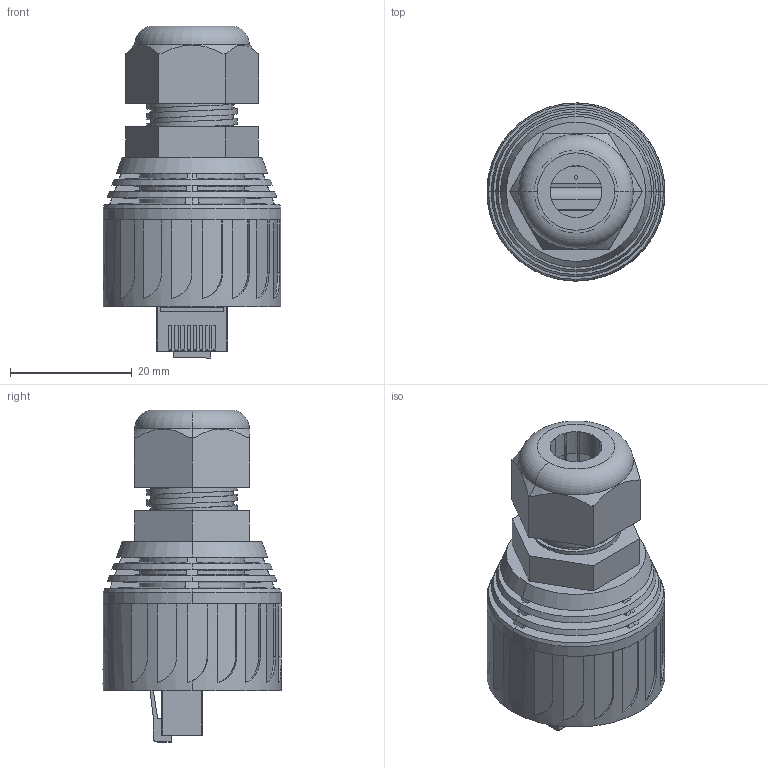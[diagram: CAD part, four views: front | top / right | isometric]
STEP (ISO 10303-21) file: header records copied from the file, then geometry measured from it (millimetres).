
FILE_DESCRIPTION (( 'STEP AP214' ), '1' );
FILE_NAME ('WT6788DS.STEP', '2007-12-03T16:46:21', ( ' ' ), ( ' ' ), 'SwSTEP 2.0', 'SolidWorks 2007', '' );
FILE_SCHEMA (( 'AUTOMOTIVE_DESIGN' ));
Length unit declared in the file: inch
Products named in the file (9): 1AA13-053-MA1; 1AD01-006; 1AA10-052; 1AA13-053_DOMED NUT; WT6788DS; 1AA10-038 MA1_-08; 1AA10-038_361024; 1AA13-053-MA2; 1AA10-038 MA2_-01
Assembly tree (8 placements, depth 3):
  WT6788DS
    1AA10-038_361024
      1AA10-038 MA1_-08
      1AA10-038 MA2_-01
    1AD01-006
    1AA13-053_DOMED NUT
      1AA13-053-MA1
      1AA13-053-MA2
    1AA10-052
Bounding box: 29.21 x 29.22 x 54.48 mm (x, y, z)
Volume: 13718.2 mm3; surface area: 16340.7 mm2
Topology: 6 solids, 6 shells, 577 faces, 1575 edges, 1020 vertices
Faces by surface type: plane 309, cylinder 150, cone 58, bspline 40, torus 10, sphere 10
Entity records: 31411 total; most frequent: CARTESIAN_POINT 11375, ORIENTED_EDGE 3130, DIRECTION 2756, EDGE_CURVE 1565, VERTEX_POINT 1020, AXIS2_PLACEMENT_3D 944, VECTOR 868, LINE 868
